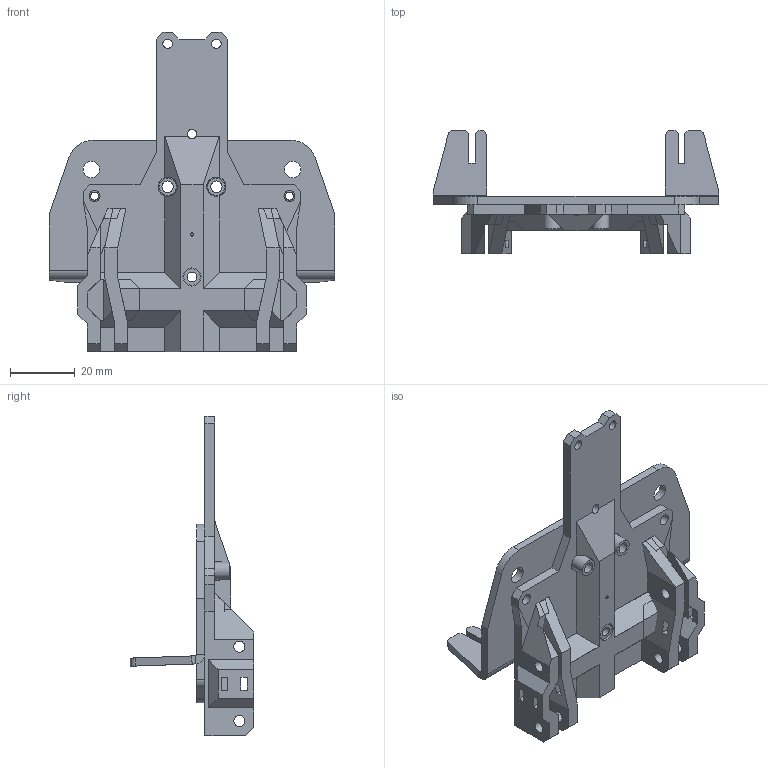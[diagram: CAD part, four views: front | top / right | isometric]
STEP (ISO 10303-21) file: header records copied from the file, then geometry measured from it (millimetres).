
FILE_DESCRIPTION(/* description */ (''),/* implementation_level */ '2;1');
FILE_NAME(/* name */ 'Neptune 3 Pro mounting plate cad.step',/* time_stamp */ '2025-05-16T02:00:03+02:00',/* author */ (''),/* organization */ (''),/* preprocessor_version */ 'ST-DEVELOPER v20.1',/* originating_system */ 'Autodesk Translation Framework v14.4.0.0',/* authorisation */ '');
FILE_SCHEMA (('AUTOMOTIVE_DESIGN { 1 0 10303 214 3 1 1 }'));
Length unit declared in the file: millimetre
Products named in the file (7): NEPTUNE_3_PRO_ASM; ASM0001_ASM; X-AXIS_KIT_ASM; FIXING_PLATE_EXTRUDER_KIT_ASM; FIXING_PLATE_EXTRUDER; Pellet printhead V2 (GB parts) pellet hose right; Pellet printhead V2 (GB parts)
Assembly tree (6 placements, depth 5):
  NEPTUNE_3_PRO_ASM
    ASM0001_ASM
      X-AXIS_KIT_ASM
        FIXING_PLATE_EXTRUDER_KIT_ASM
          FIXING_PLATE_EXTRUDER
    Pellet printhead V2 (GB parts) pellet hose right
    Pellet printhead V2 (GB parts)
Bounding box: 88 x 38.09 x 98.28 mm (x, y, z)
Volume: 49867.9 mm3; surface area: 34344.1 mm2
Topology: 3 solids, 3 shells, 296 faces, 856 edges, 563 vertices
Faces by surface type: plane 230, cylinder 66
Full cylindrical faces by diameter (mm): 1 x2, 2.5 x2, 2.9 x6, 3 x1, 3.4 x12, 3.5 x2, 5.1 x2, 5.2 x1, 5.3 x2, 5.6 x2, 5.9 x4, 7.2 x2, 10.9 x4
Entity records: 9992 total; most frequent: CARTESIAN_POINT 1728, ORIENTED_EDGE 1712, DIRECTION 1618, EDGE_CURVE 856, LINE 712, VECTOR 712, VERTEX_POINT 563, AXIS2_PLACEMENT_3D 453
